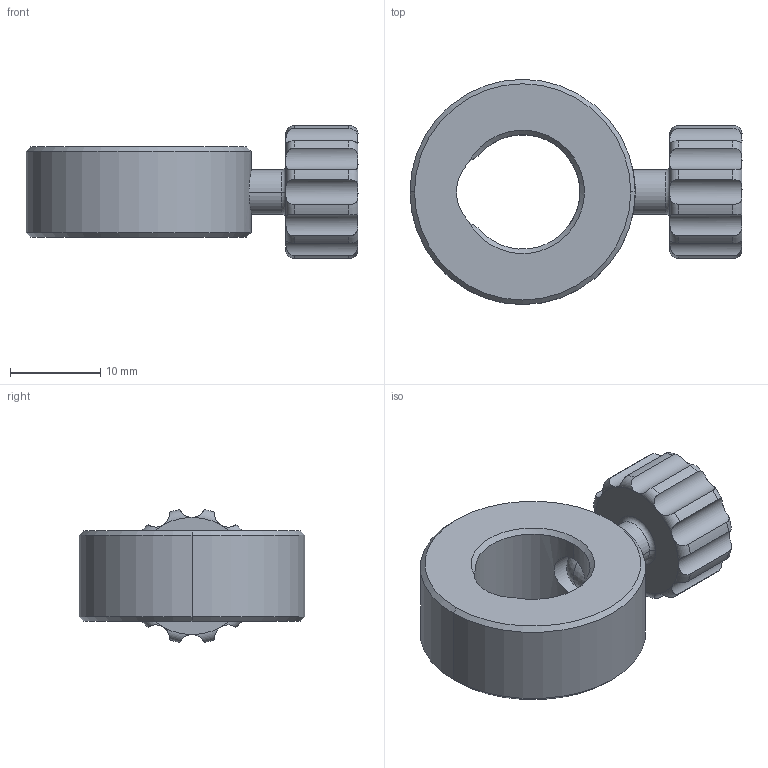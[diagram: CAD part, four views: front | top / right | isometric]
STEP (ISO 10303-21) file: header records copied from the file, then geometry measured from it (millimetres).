
FILE_DESCRIPTION (( 'STEP AP203' ), '1' );
FILE_NAME ('03HFC-1M.STEP', '2022-03-29T03:19:38', ( '' ), ( '' ), 'SwSTEP 2.0', 'SolidWorks 2021', '' );
FILE_SCHEMA (( 'CONFIG_CONTROL_DESIGN' ));
Length unit declared in the file: millimetre
Products named in the file (1): 03HFC-1M
Bounding box: 36.85 x 25 x 14.75 mm (x, y, z)
Surface area: 2810.2 mm2 (no closed solid volume)
Topology: 0 solids, 2 shells, 83 faces, 204 edges, 124 vertices
Faces by surface type: cylinder 38, torus 26, plane 10, cone 7, sphere 2
Entity records: 3099 total; most frequent: CARTESIAN_POINT 1134, ORIENTED_EDGE 402, DIRECTION 385, EDGE_CURVE 204, AXIS2_PLACEMENT_3D 161, VERTEX_POINT 124, EDGE_LOOP 87, ADVANCED_FACE 83
